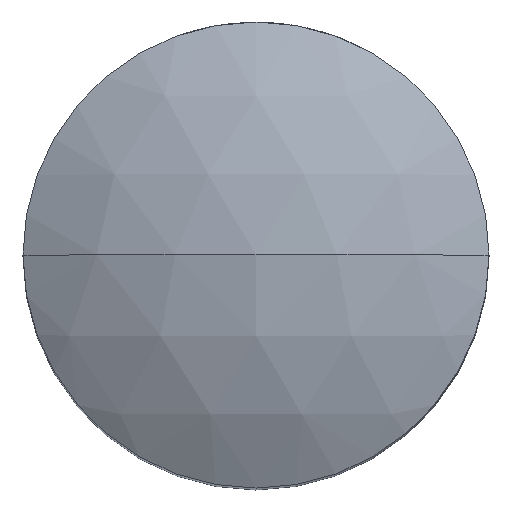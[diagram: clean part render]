
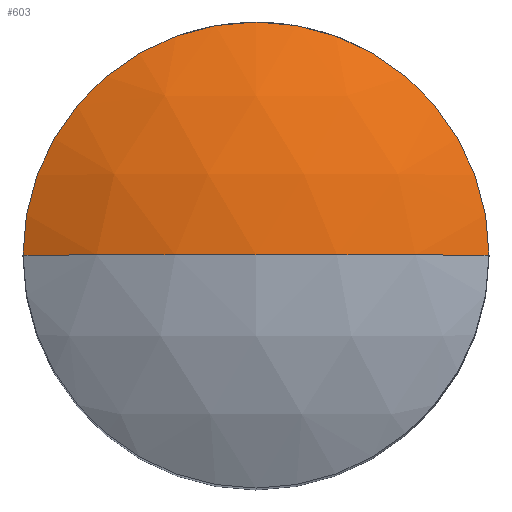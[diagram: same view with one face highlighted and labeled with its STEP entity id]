
A CAD part, top view. The second image highlights one B-rep face of the part: STEP entity #603.
In plain terms, the highlighted spherical face has radius 2 mm.
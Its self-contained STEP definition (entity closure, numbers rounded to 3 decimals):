
#12 = CIRCLE ( 'NONE', #303, 2. ) ;
#36 = SPHERICAL_SURFACE ( 'NONE', #311, 2. ) ;
#51 = DIRECTION ( 'NONE',  ( 0., 0., -1. ) ) ;
#52 = CARTESIAN_POINT ( 'NONE',  ( -1., 0., 2.732 ) ) ;
#68 = CIRCLE ( 'NONE', #244, 1. ) ;
#179 = EDGE_LOOP ( 'NONE', ( #769, #682, #772 ) ) ;
#225 = CARTESIAN_POINT ( 'NONE',  ( 0., 0., 3. ) ) ;
#238 = EDGE_CURVE ( 'NONE', #422, #348, #361, .T. ) ;
#244 = AXIS2_PLACEMENT_3D ( 'NONE', #471, #51, #537 ) ;
#250 = DIRECTION ( 'NONE',  ( 0., 1., 0. ) ) ;
#303 = AXIS2_PLACEMENT_3D ( 'NONE', #641, #250, #709 ) ;
#311 = AXIS2_PLACEMENT_3D ( 'NONE', #585, #383, #635 ) ;
#348 = VERTEX_POINT ( 'NONE', #52 ) ;
#361 = CIRCLE ( 'NONE', #428, 2. ) ;
#383 = DIRECTION ( 'NONE',  ( 0., -1., 0. ) ) ;
#394 = FACE_OUTER_BOUND ( 'NONE', #179, .T. ) ;
#422 = VERTEX_POINT ( 'NONE', #225 ) ;
#428 = AXIS2_PLACEMENT_3D ( 'NONE', #830, #836, #839 ) ;
#471 = CARTESIAN_POINT ( 'NONE',  ( 0., 0., 2.732 ) ) ;
#490 = CARTESIAN_POINT ( 'NONE',  ( 1., 0., 2.732 ) ) ;
#537 = DIRECTION ( 'NONE',  ( -1., 0., 0. ) ) ;
#585 = CARTESIAN_POINT ( 'NONE',  ( 0., 0., 1. ) ) ;
#603 = ADVANCED_FACE ( 'NONE', ( #394 ), #36, .T. ) ;
#615 = EDGE_CURVE ( 'NONE', #422, #873, #12, .T. ) ;
#635 = DIRECTION ( 'NONE',  ( 1., 0., 0. ) ) ;
#641 = CARTESIAN_POINT ( 'NONE',  ( 0., 0., 1. ) ) ;
#682 = ORIENTED_EDGE ( 'NONE', *, *, #615, .T. ) ;
#709 = DIRECTION ( 'NONE',  ( 0., 0., 1. ) ) ;
#727 = EDGE_CURVE ( 'NONE', #348, #873, #68, .T. ) ;
#769 = ORIENTED_EDGE ( 'NONE', *, *, #238, .F. ) ;
#772 = ORIENTED_EDGE ( 'NONE', *, *, #727, .F. ) ;
#830 = CARTESIAN_POINT ( 'NONE',  ( 0., 0., 1. ) ) ;
#836 = DIRECTION ( 'NONE',  ( 0., -1., 0. ) ) ;
#839 = DIRECTION ( 'NONE',  ( 1., 0., 0. ) ) ;
#873 = VERTEX_POINT ( 'NONE', #490 ) ;
